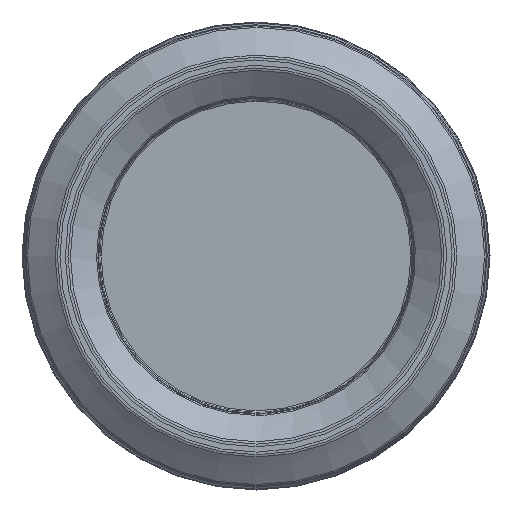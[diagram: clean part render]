
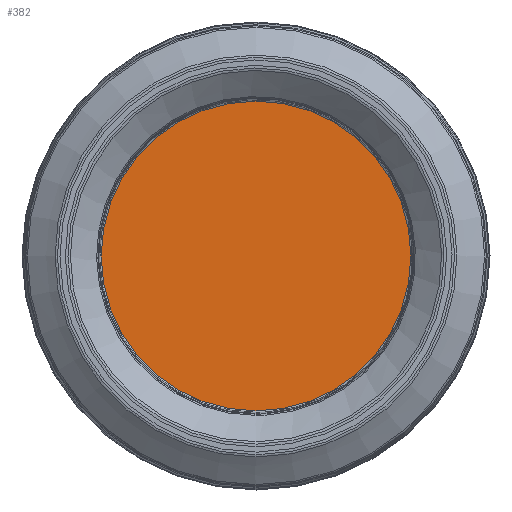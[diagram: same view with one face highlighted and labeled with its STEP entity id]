
A CAD part, left-side view. The second image highlights one B-rep face of the part: STEP entity #382.
In plain terms, the highlighted planar face has unit normal (-1, 0, 0).
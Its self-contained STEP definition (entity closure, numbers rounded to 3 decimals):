
#174=PLANE('',#1140);
#382=ADVANCED_FACE('',(#415),#174,.F.);
#415=FACE_OUTER_BOUND('',#523,.T.);
#523=EDGE_LOOP('',(#784));
#784=ORIENTED_EDGE('',*,*,#978,.T.);
#870=VERTEX_POINT('',#1973);
#978=EDGE_CURVE('',#870,#870,#1034,.T.);
#1034=CIRCLE('',#1138,29.712);
#1138=AXIS2_PLACEMENT_3D('',#1972,#1392,#1393);
#1140=AXIS2_PLACEMENT_3D('',#1975,#1396,#1397);
#1392=DIRECTION('',(-1.,0.,0.));
#1393=DIRECTION('',(0.,0.,-1.));
#1396=DIRECTION('',(1.,0.,0.));
#1397=DIRECTION('',(0.,0.,-1.));
#1972=CARTESIAN_POINT('',(5.852,0.,0.));
#1973=CARTESIAN_POINT('',(5.852,0.,-29.712));
#1975=CARTESIAN_POINT('',(5.852,0.,0.));
